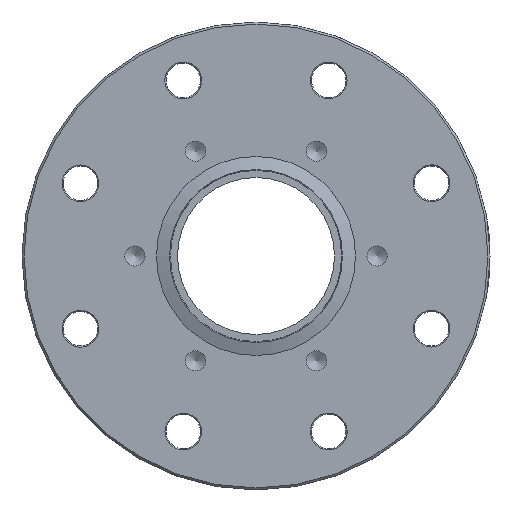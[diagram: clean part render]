
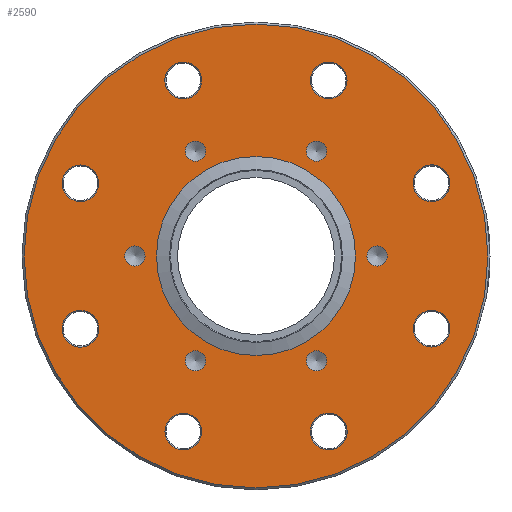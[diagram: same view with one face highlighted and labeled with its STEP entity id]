
A CAD part, front view. The second image highlights one B-rep face of the part: STEP entity #2590.
In plain terms, the highlighted planar face has unit normal (0, -1, 0).
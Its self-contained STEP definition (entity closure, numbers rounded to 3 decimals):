
#214=FACE_BOUND('',#472,.T.);
#215=FACE_BOUND('',#473,.T.);
#216=FACE_BOUND('',#474,.T.);
#217=FACE_BOUND('',#475,.T.);
#218=FACE_BOUND('',#476,.T.);
#219=FACE_BOUND('',#477,.T.);
#220=FACE_BOUND('',#478,.T.);
#221=FACE_BOUND('',#479,.T.);
#222=FACE_BOUND('',#480,.T.);
#223=FACE_BOUND('',#481,.T.);
#224=FACE_BOUND('',#482,.T.);
#225=FACE_BOUND('',#483,.T.);
#226=FACE_BOUND('',#484,.T.);
#227=FACE_BOUND('',#485,.T.);
#228=FACE_BOUND('',#486,.T.);
#246=PLANE('',#2786);
#324=FACE_OUTER_BOUND('',#471,.T.);
#471=EDGE_LOOP('',(#1800));
#472=EDGE_LOOP('',(#1801,#1802));
#473=EDGE_LOOP('',(#1803,#1804));
#474=EDGE_LOOP('',(#1805,#1806));
#475=EDGE_LOOP('',(#1807,#1808));
#476=EDGE_LOOP('',(#1809,#1810));
#477=EDGE_LOOP('',(#1811,#1812));
#478=EDGE_LOOP('',(#1813));
#479=EDGE_LOOP('',(#1814));
#480=EDGE_LOOP('',(#1815));
#481=EDGE_LOOP('',(#1816));
#482=EDGE_LOOP('',(#1817,#1818));
#483=EDGE_LOOP('',(#1819));
#484=EDGE_LOOP('',(#1820));
#485=EDGE_LOOP('',(#1821));
#486=EDGE_LOOP('',(#1822));
#932=CIRCLE('',#2747,2.459);
#933=CIRCLE('',#2748,2.459);
#936=CIRCLE('',#2753,2.459);
#937=CIRCLE('',#2754,2.459);
#940=CIRCLE('',#2759,2.459);
#941=CIRCLE('',#2760,2.459);
#944=CIRCLE('',#2765,2.459);
#945=CIRCLE('',#2766,2.459);
#948=CIRCLE('',#2771,2.459);
#949=CIRCLE('',#2772,2.459);
#952=CIRCLE('',#2777,2.459);
#953=CIRCLE('',#2778,2.459);
#958=CIRCLE('',#2785,56.25);
#959=CIRCLE('',#2787,4.45);
#960=CIRCLE('',#2788,4.45);
#961=CIRCLE('',#2789,4.45);
#962=CIRCLE('',#2790,4.45);
#963=CIRCLE('',#2791,24.13);
#964=CIRCLE('',#2792,24.13);
#965=CIRCLE('',#2793,4.45);
#966=CIRCLE('',#2794,4.45);
#967=CIRCLE('',#2795,4.45);
#968=CIRCLE('',#2796,4.45);
#1049=VERTEX_POINT('',#3531);
#1050=VERTEX_POINT('',#3532);
#1054=VERTEX_POINT('',#3544);
#1055=VERTEX_POINT('',#3545);
#1059=VERTEX_POINT('',#3557);
#1060=VERTEX_POINT('',#3558);
#1064=VERTEX_POINT('',#3570);
#1065=VERTEX_POINT('',#3571);
#1069=VERTEX_POINT('',#3583);
#1070=VERTEX_POINT('',#3584);
#1074=VERTEX_POINT('',#3596);
#1075=VERTEX_POINT('',#3597);
#1080=VERTEX_POINT('',#3612);
#1081=VERTEX_POINT('',#3616);
#1082=VERTEX_POINT('',#3618);
#1083=VERTEX_POINT('',#3620);
#1084=VERTEX_POINT('',#3622);
#1085=VERTEX_POINT('',#3624);
#1086=VERTEX_POINT('',#3625);
#1087=VERTEX_POINT('',#3628);
#1088=VERTEX_POINT('',#3630);
#1089=VERTEX_POINT('',#3632);
#1090=VERTEX_POINT('',#3634);
#1326=EDGE_CURVE('',#1049,#1050,#932,.T.);
#1327=EDGE_CURVE('',#1050,#1049,#933,.T.);
#1332=EDGE_CURVE('',#1054,#1055,#936,.T.);
#1333=EDGE_CURVE('',#1055,#1054,#937,.T.);
#1338=EDGE_CURVE('',#1059,#1060,#940,.T.);
#1339=EDGE_CURVE('',#1060,#1059,#941,.T.);
#1344=EDGE_CURVE('',#1064,#1065,#944,.T.);
#1345=EDGE_CURVE('',#1065,#1064,#945,.T.);
#1350=EDGE_CURVE('',#1069,#1070,#948,.T.);
#1351=EDGE_CURVE('',#1070,#1069,#949,.T.);
#1356=EDGE_CURVE('',#1074,#1075,#952,.T.);
#1357=EDGE_CURVE('',#1075,#1074,#953,.T.);
#1365=EDGE_CURVE('',#1080,#1080,#958,.T.);
#1366=EDGE_CURVE('',#1081,#1081,#959,.T.);
#1367=EDGE_CURVE('',#1082,#1082,#960,.T.);
#1368=EDGE_CURVE('',#1083,#1083,#961,.T.);
#1369=EDGE_CURVE('',#1084,#1084,#962,.T.);
#1370=EDGE_CURVE('',#1085,#1086,#963,.T.);
#1371=EDGE_CURVE('',#1086,#1085,#964,.T.);
#1372=EDGE_CURVE('',#1087,#1087,#965,.T.);
#1373=EDGE_CURVE('',#1088,#1088,#966,.T.);
#1374=EDGE_CURVE('',#1089,#1089,#967,.T.);
#1375=EDGE_CURVE('',#1090,#1090,#968,.T.);
#1800=ORIENTED_EDGE('',*,*,#1365,.F.);
#1801=ORIENTED_EDGE('',*,*,#1326,.T.);
#1802=ORIENTED_EDGE('',*,*,#1327,.T.);
#1803=ORIENTED_EDGE('',*,*,#1332,.T.);
#1804=ORIENTED_EDGE('',*,*,#1333,.T.);
#1805=ORIENTED_EDGE('',*,*,#1338,.T.);
#1806=ORIENTED_EDGE('',*,*,#1339,.T.);
#1807=ORIENTED_EDGE('',*,*,#1344,.T.);
#1808=ORIENTED_EDGE('',*,*,#1345,.T.);
#1809=ORIENTED_EDGE('',*,*,#1350,.T.);
#1810=ORIENTED_EDGE('',*,*,#1351,.T.);
#1811=ORIENTED_EDGE('',*,*,#1356,.T.);
#1812=ORIENTED_EDGE('',*,*,#1357,.T.);
#1813=ORIENTED_EDGE('',*,*,#1366,.F.);
#1814=ORIENTED_EDGE('',*,*,#1367,.F.);
#1815=ORIENTED_EDGE('',*,*,#1368,.F.);
#1816=ORIENTED_EDGE('',*,*,#1369,.F.);
#1817=ORIENTED_EDGE('',*,*,#1370,.T.);
#1818=ORIENTED_EDGE('',*,*,#1371,.T.);
#1819=ORIENTED_EDGE('',*,*,#1372,.F.);
#1820=ORIENTED_EDGE('',*,*,#1373,.F.);
#1821=ORIENTED_EDGE('',*,*,#1374,.F.);
#1822=ORIENTED_EDGE('',*,*,#1375,.F.);
#2590=ADVANCED_FACE('',(#324,#214,#215,#216,#217,#218,#219,#220,#221,#222,
#223,#224,#225,#226,#227,#228),#246,.T.);
#2747=AXIS2_PLACEMENT_3D('',#3533,#2964,#2965);
#2748=AXIS2_PLACEMENT_3D('',#3534,#2966,#2967);
#2753=AXIS2_PLACEMENT_3D('',#3546,#2978,#2979);
#2754=AXIS2_PLACEMENT_3D('',#3547,#2980,#2981);
#2759=AXIS2_PLACEMENT_3D('',#3559,#2992,#2993);
#2760=AXIS2_PLACEMENT_3D('',#3560,#2994,#2995);
#2765=AXIS2_PLACEMENT_3D('',#3572,#3006,#3007);
#2766=AXIS2_PLACEMENT_3D('',#3573,#3008,#3009);
#2771=AXIS2_PLACEMENT_3D('',#3585,#3020,#3021);
#2772=AXIS2_PLACEMENT_3D('',#3586,#3022,#3023);
#2777=AXIS2_PLACEMENT_3D('',#3598,#3034,#3035);
#2778=AXIS2_PLACEMENT_3D('',#3599,#3036,#3037);
#2785=AXIS2_PLACEMENT_3D('',#3614,#3053,#3054);
#2786=AXIS2_PLACEMENT_3D('',#3615,#3055,#3056);
#2787=AXIS2_PLACEMENT_3D('',#3617,#3057,#3058);
#2788=AXIS2_PLACEMENT_3D('',#3619,#3059,#3060);
#2789=AXIS2_PLACEMENT_3D('',#3621,#3061,#3062);
#2790=AXIS2_PLACEMENT_3D('',#3623,#3063,#3064);
#2791=AXIS2_PLACEMENT_3D('',#3626,#3065,#3066);
#2792=AXIS2_PLACEMENT_3D('',#3627,#3067,#3068);
#2793=AXIS2_PLACEMENT_3D('',#3629,#3069,#3070);
#2794=AXIS2_PLACEMENT_3D('',#3631,#3071,#3072);
#2795=AXIS2_PLACEMENT_3D('',#3633,#3073,#3074);
#2796=AXIS2_PLACEMENT_3D('',#3635,#3075,#3076);
#2964=DIRECTION('center_axis',(0.,1.,0.));
#2965=DIRECTION('ref_axis',(0.5,0.,0.866));
#2966=DIRECTION('center_axis',(0.,1.,0.));
#2967=DIRECTION('ref_axis',(0.5,0.,0.866));
#2978=DIRECTION('center_axis',(0.,1.,0.));
#2979=DIRECTION('ref_axis',(-0.5,0.,0.866));
#2980=DIRECTION('center_axis',(0.,1.,0.));
#2981=DIRECTION('ref_axis',(-0.5,0.,0.866));
#2992=DIRECTION('center_axis',(0.,1.,0.));
#2993=DIRECTION('ref_axis',(-1.,0.,0.));
#2994=DIRECTION('center_axis',(0.,1.,0.));
#2995=DIRECTION('ref_axis',(-1.,0.,0.));
#3006=DIRECTION('center_axis',(0.,1.,0.));
#3007=DIRECTION('ref_axis',(-0.5,0.,-0.866));
#3008=DIRECTION('center_axis',(0.,1.,0.));
#3009=DIRECTION('ref_axis',(-0.5,0.,-0.866));
#3020=DIRECTION('center_axis',(0.,1.,0.));
#3021=DIRECTION('ref_axis',(0.5,0.,-0.866));
#3022=DIRECTION('center_axis',(0.,1.,0.));
#3023=DIRECTION('ref_axis',(0.5,0.,-0.866));
#3034=DIRECTION('center_axis',(0.,1.,0.));
#3035=DIRECTION('ref_axis',(1.,0.,0.));
#3036=DIRECTION('center_axis',(0.,1.,0.));
#3037=DIRECTION('ref_axis',(1.,0.,0.));
#3053=DIRECTION('center_axis',(0.,1.,0.));
#3054=DIRECTION('ref_axis',(1.,0.,0.));
#3055=DIRECTION('center_axis',(0.,-1.,0.));
#3056=DIRECTION('ref_axis',(0.,0.,-1.));
#3057=DIRECTION('center_axis',(0.,-1.,0.));
#3058=DIRECTION('ref_axis',(0.707,0.,0.707));
#3059=DIRECTION('center_axis',(0.,-1.,0.));
#3060=DIRECTION('ref_axis',(-0.707,0.,0.707));
#3061=DIRECTION('center_axis',(0.,-1.,0.));
#3062=DIRECTION('ref_axis',(-0.707,0.,-0.707));
#3063=DIRECTION('center_axis',(0.,-1.,0.));
#3064=DIRECTION('ref_axis',(0.707,0.,-0.707));
#3065=DIRECTION('center_axis',(0.,1.,0.));
#3066=DIRECTION('ref_axis',(1.,0.,0.));
#3067=DIRECTION('center_axis',(0.,1.,0.));
#3068=DIRECTION('ref_axis',(1.,0.,0.));
#3069=DIRECTION('center_axis',(0.,-1.,0.));
#3070=DIRECTION('ref_axis',(1.,0.,0.));
#3071=DIRECTION('center_axis',(0.,-1.,0.));
#3072=DIRECTION('ref_axis',(0.,0.,-1.));
#3073=DIRECTION('center_axis',(0.,-1.,0.));
#3074=DIRECTION('ref_axis',(-1.,0.,0.));
#3075=DIRECTION('center_axis',(0.,-1.,0.));
#3076=DIRECTION('ref_axis',(0.,0.,1.));
#3531=CARTESIAN_POINT('',(15.904,0.,27.547));
#3532=CARTESIAN_POINT('',(13.446,0.,23.289));
#3533=CARTESIAN_POINT('Origin',(14.675,0.,25.418));
#3534=CARTESIAN_POINT('Origin',(14.675,0.,25.418));
#3544=CARTESIAN_POINT('',(-15.904,0.,27.547));
#3545=CARTESIAN_POINT('',(-13.446,0.,23.289));
#3546=CARTESIAN_POINT('Origin',(-14.675,0.,25.418));
#3547=CARTESIAN_POINT('Origin',(-14.675,0.,25.418));
#3557=CARTESIAN_POINT('',(-31.809,0.,0.));
#3558=CARTESIAN_POINT('',(-26.892,0.,0.));
#3559=CARTESIAN_POINT('Origin',(-29.35,0.,0.));
#3560=CARTESIAN_POINT('Origin',(-29.35,0.,0.));
#3570=CARTESIAN_POINT('',(-15.904,0.,-27.547));
#3571=CARTESIAN_POINT('',(-13.446,0.,-23.289));
#3572=CARTESIAN_POINT('Origin',(-14.675,0.,-25.418));
#3573=CARTESIAN_POINT('Origin',(-14.675,0.,-25.418));
#3583=CARTESIAN_POINT('',(15.904,0.,-27.547));
#3584=CARTESIAN_POINT('',(13.446,0.,-23.289));
#3585=CARTESIAN_POINT('Origin',(14.675,0.,-25.418));
#3586=CARTESIAN_POINT('Origin',(14.675,0.,-25.418));
#3596=CARTESIAN_POINT('',(31.809,0.,0.));
#3597=CARTESIAN_POINT('',(26.892,0.,0.));
#3598=CARTESIAN_POINT('Origin',(29.35,0.,0.));
#3599=CARTESIAN_POINT('Origin',(29.35,0.,0.));
#3612=CARTESIAN_POINT('',(-56.25,0.,0.));
#3614=CARTESIAN_POINT('Origin',(0.,0.,0.));
#3615=CARTESIAN_POINT('Origin',(-56.75,0.,0.));
#3616=CARTESIAN_POINT('',(39.444,0.,14.495));
#3617=CARTESIAN_POINT('Origin',(42.591,0.,17.642));
#3618=CARTESIAN_POINT('',(-14.495,0.,39.444));
#3619=CARTESIAN_POINT('Origin',(-17.642,0.,42.591));
#3620=CARTESIAN_POINT('',(-39.444,0.,-14.495));
#3621=CARTESIAN_POINT('Origin',(-42.591,0.,-17.642));
#3622=CARTESIAN_POINT('',(14.495,0.,-39.444));
#3623=CARTESIAN_POINT('Origin',(17.642,0.,-42.591));
#3624=CARTESIAN_POINT('',(-24.13,0.,0.));
#3625=CARTESIAN_POINT('',(24.13,0.,0.));
#3626=CARTESIAN_POINT('Origin',(0.,0.,0.));
#3627=CARTESIAN_POINT('Origin',(0.,0.,0.));
#3628=CARTESIAN_POINT('',(38.141,0.,-17.642));
#3629=CARTESIAN_POINT('Origin',(42.591,0.,-17.642));
#3630=CARTESIAN_POINT('',(-17.642,0.,-38.141));
#3631=CARTESIAN_POINT('Origin',(-17.642,0.,-42.591));
#3632=CARTESIAN_POINT('',(-38.141,0.,17.642));
#3633=CARTESIAN_POINT('Origin',(-42.591,0.,17.642));
#3634=CARTESIAN_POINT('',(17.642,0.,38.141));
#3635=CARTESIAN_POINT('Origin',(17.642,0.,42.591));
